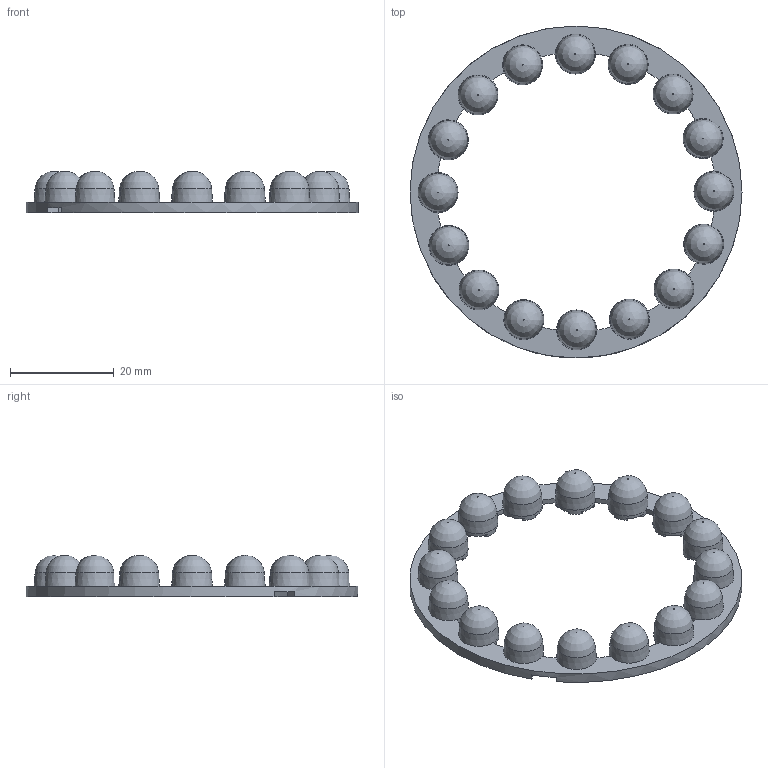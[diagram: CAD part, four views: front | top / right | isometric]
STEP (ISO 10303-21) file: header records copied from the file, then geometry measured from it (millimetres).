
FILE_DESCRIPTION(/* description */ (''),/* implementation_level */ '2;1');
FILE_NAME(/* name */ 'Stylish Belt Synth V4 Plastic Enclosure Lightpipe.step',/* time_stamp */ '2019-07-19T06:55:14-07:00',/* author */ (''),/* organization */ (''),/* preprocessor_version */ 'ST-DEVELOPER v18',/* originating_system */ 'Autodesk Translation Framework v8.2.0.1029',/* authorisation */ '');
FILE_SCHEMA (('AUTOMOTIVE_DESIGN { 1 0 10303 214 3 1 1 }'));
Length unit declared in the file: millimetre
Products named in the file (1): Stylish Belt Synth V4 Plastic Enclosure
Bounding box: 64.06 x 64.06 x 8 mm (x, y, z)
Volume: 4909.9 mm3; surface area: 5119.1 mm2
Topology: 1 solids, 1 shells, 276 faces, 777 edges, 502 vertices
Faces by surface type: plane 132, cylinder 112, bspline 16, cone 16
Full cylindrical faces by diameter (mm): 64.063 x1
Entity records: 9419 total; most frequent: CARTESIAN_POINT 1972, DIRECTION 1669, ORIENTED_EDGE 1554, EDGE_CURVE 777, AXIS2_PLACEMENT_3D 631, VERTEX_POINT 502, LINE 407, VECTOR 407
